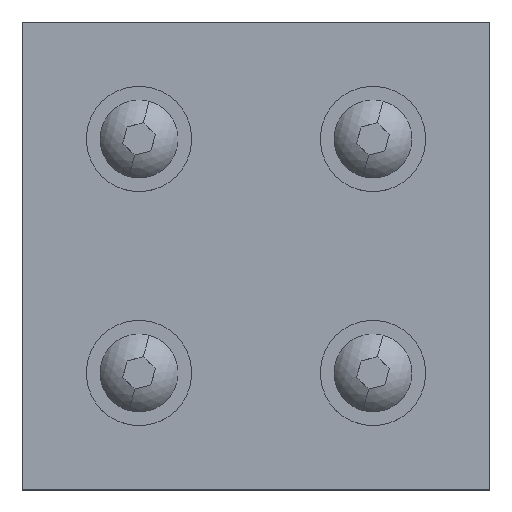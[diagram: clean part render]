
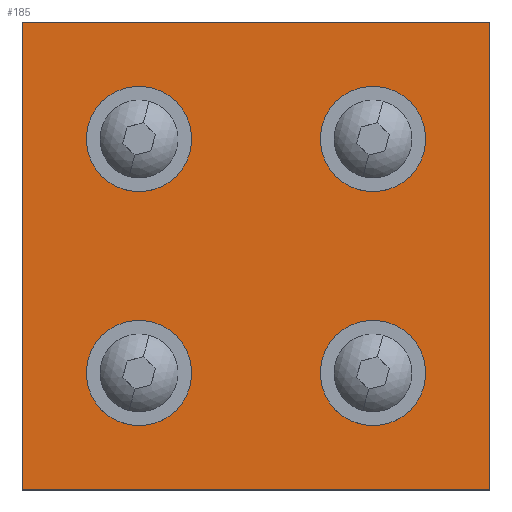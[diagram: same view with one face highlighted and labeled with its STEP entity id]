
A CAD part, top view. The second image highlights one B-rep face of the part: STEP entity #185.
In plain terms, the highlighted planar face has unit normal (0, 0, 1).
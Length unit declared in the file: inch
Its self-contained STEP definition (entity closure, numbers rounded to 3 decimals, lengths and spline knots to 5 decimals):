
#5 = VERTEX_POINT ( 'NONE', #348 ) ;
#6 = ORIENTED_EDGE ( 'NONE', *, *, #370, .F. ) ;
#19 = ORIENTED_EDGE ( 'NONE', *, *, #1527, .T. ) ;
#35 = ORIENTED_EDGE ( 'NONE', *, *, #172, .F. ) ;
#48 = EDGE_LOOP ( 'NONE', ( #6, #303 ) ) ;
#64 = ORIENTED_EDGE ( 'NONE', *, *, #138, .F. ) ;
#73 = EDGE_CURVE ( 'NONE', #695, #119, #978, .T. ) ;
#93 = EDGE_LOOP ( 'NONE', ( #2067, #64 ) ) ;
#119 = VERTEX_POINT ( 'NONE', #811 ) ;
#129 = VERTEX_POINT ( 'NONE', #905 ) ;
#138 = EDGE_CURVE ( 'NONE', #225, #129, #416, .T. ) ;
#151 = EDGE_CURVE ( 'NONE', #2079, #271, #502, .T. ) ;
#159 = ORIENTED_EDGE ( 'NONE', *, *, #151, .F. ) ;
#172 = EDGE_CURVE ( 'NONE', #271, #2079, #644, .T. ) ;
#185 = ADVANCED_FACE ( 'NONE', ( #724, #725, #726, #727, #729 ), #730, .T. ) ;
#218 = EDGE_CURVE ( 'NONE', #1663, #226, #919, .T. ) ;
#225 = VERTEX_POINT ( 'NONE', #966 ) ;
#226 = VERTEX_POINT ( 'NONE', #967 ) ;
#231 = VERTEX_POINT ( 'NONE', #982 ) ;
#245 = ORIENTED_EDGE ( 'NONE', *, *, #256, .T. ) ;
#256 = EDGE_CURVE ( 'NONE', #226, #695, #1074, .T. ) ;
#261 = EDGE_CURVE ( 'NONE', #5, #231, #1103, .T. ) ;
#271 = VERTEX_POINT ( 'NONE', #1159 ) ;
#288 = ORIENTED_EDGE ( 'NONE', *, *, #2075, .F. ) ;
#303 = ORIENTED_EDGE ( 'NONE', *, *, #2027, .F. ) ;
#348 = CARTESIAN_POINT ( 'NONE',  ( 2.086, 2.25, 0.25 ) ) ;
#370 = EDGE_CURVE ( 'NONE', #2017, #2070, #755, .T. ) ;
#385 = CIRCLE ( 'NONE', #386, 0.164 ) ;
#386 = AXIS2_PLACEMENT_3D ( 'NONE', #387, #389, #390 ) ;
#387 = CARTESIAN_POINT ( 'NONE',  ( 0.75, 2.25, 0.25 ) ) ;
#389 = DIRECTION ( 'NONE',  ( 0., 0., 1. ) ) ;
#390 = DIRECTION ( 'NONE',  ( 1., 0., 0. ) ) ;
#416 = CIRCLE ( 'NONE', #417, 0.164 ) ;
#417 = AXIS2_PLACEMENT_3D ( 'NONE', #418, #419, #420 ) ;
#418 = CARTESIAN_POINT ( 'NONE',  ( 0.75, 2.25, 0.25 ) ) ;
#419 = DIRECTION ( 'NONE',  ( 0., 0., 1. ) ) ;
#420 = DIRECTION ( 'NONE',  ( 1., 0., 0. ) ) ;
#470 = CARTESIAN_POINT ( 'NONE',  ( 0.586, 0.75, 0.25 ) ) ;
#502 = CIRCLE ( 'NONE', #503, 0.164 ) ;
#503 = AXIS2_PLACEMENT_3D ( 'NONE', #504, #505, #506 ) ;
#504 = CARTESIAN_POINT ( 'NONE',  ( 2.25, 0.75, 0.25 ) ) ;
#505 = DIRECTION ( 'NONE',  ( 0., 0., 1. ) ) ;
#506 = DIRECTION ( 'NONE',  ( 1., 0., 0. ) ) ;
#508 = CIRCLE ( 'NONE', #509, 0.164 ) ;
#509 = AXIS2_PLACEMENT_3D ( 'NONE', #510, #511, #512 ) ;
#510 = CARTESIAN_POINT ( 'NONE',  ( 2.25, 2.25, 0.25 ) ) ;
#511 = DIRECTION ( 'NONE',  ( 0., 0., 1. ) ) ;
#512 = DIRECTION ( 'NONE',  ( 1., 0., 0. ) ) ;
#544 = EDGE_LOOP ( 'NONE', ( #245, #1116, #19, #2013 ) ) ;
#560 = CARTESIAN_POINT ( 'NONE',  ( 2.414, 0.75, 0.25 ) ) ;
#598 = EDGE_LOOP ( 'NONE', ( #288, #2049 ) ) ;
#644 = CIRCLE ( 'NONE', #645, 0.164 ) ;
#645 = AXIS2_PLACEMENT_3D ( 'NONE', #646, #647, #648 ) ;
#646 = CARTESIAN_POINT ( 'NONE',  ( 2.25, 0.75, 0.25 ) ) ;
#647 = DIRECTION ( 'NONE',  ( 0., 0., 1. ) ) ;
#648 = DIRECTION ( 'NONE',  ( 1., 0., 0. ) ) ;
#695 = VERTEX_POINT ( 'NONE', #940 ) ;
#724 = FACE_BOUND ( 'NONE', #93, .T. ) ;
#725 = FACE_BOUND ( 'NONE', #48, .T. ) ;
#726 = FACE_OUTER_BOUND ( 'NONE', #544, .T. ) ;
#727 = FACE_BOUND ( 'NONE', #1937, .T. ) ;
#729 = FACE_BOUND ( 'NONE', #598, .T. ) ;
#730 = PLANE ( 'NONE',  #731 ) ;
#731 = AXIS2_PLACEMENT_3D ( 'NONE', #732, #733, #734 ) ;
#732 = CARTESIAN_POINT ( 'NONE',  ( 0., 0., 0.25 ) ) ;
#733 = DIRECTION ( 'NONE',  ( 0., 0., 1. ) ) ;
#734 = DIRECTION ( 'NONE',  ( 1., 0., 0. ) ) ;
#755 = CIRCLE ( 'NONE', #756, 0.164 ) ;
#756 = AXIS2_PLACEMENT_3D ( 'NONE', #757, #758, #759 ) ;
#757 = CARTESIAN_POINT ( 'NONE',  ( 0.75, 0.75, 0.25 ) ) ;
#758 = DIRECTION ( 'NONE',  ( 0., 0., 1. ) ) ;
#759 = DIRECTION ( 'NONE',  ( 1., 0., 0. ) ) ;
#792 = LINE ( 'NONE', #793, #794 ) ;
#793 = CARTESIAN_POINT ( 'NONE',  ( 3., 3., 0.25 ) ) ;
#794 = VECTOR ( 'NONE', #795, 39.37008 ) ;
#795 = DIRECTION ( 'NONE',  ( 0., 1., 0. ) ) ;
#811 = CARTESIAN_POINT ( 'NONE',  ( 3., 0., 0.25 ) ) ;
#856 = CARTESIAN_POINT ( 'NONE',  ( 3., 3., 0.25 ) ) ;
#905 = CARTESIAN_POINT ( 'NONE',  ( 0.914, 2.25, 0.25 ) ) ;
#919 = LINE ( 'NONE', #920, #921 ) ;
#920 = CARTESIAN_POINT ( 'NONE',  ( 0., 3., 0.25 ) ) ;
#921 = VECTOR ( 'NONE', #922, 39.37008 ) ;
#922 = DIRECTION ( 'NONE',  ( -1., 0., 0. ) ) ;
#940 = CARTESIAN_POINT ( 'NONE',  ( 0., 0., 0.25 ) ) ;
#966 = CARTESIAN_POINT ( 'NONE',  ( 0.586, 2.25, 0.25 ) ) ;
#967 = CARTESIAN_POINT ( 'NONE',  ( 0., 3., 0.25 ) ) ;
#978 = LINE ( 'NONE', #979, #980 ) ;
#979 = CARTESIAN_POINT ( 'NONE',  ( 0., 0., 0.25 ) ) ;
#980 = VECTOR ( 'NONE', #981, 39.37008 ) ;
#981 = DIRECTION ( 'NONE',  ( 1., 0., 0. ) ) ;
#982 = CARTESIAN_POINT ( 'NONE',  ( 2.414, 2.25, 0.25 ) ) ;
#1074 = LINE ( 'NONE', #1075, #1076 ) ;
#1075 = CARTESIAN_POINT ( 'NONE',  ( 0., 3., 0.25 ) ) ;
#1076 = VECTOR ( 'NONE', #1077, 39.37008 ) ;
#1077 = DIRECTION ( 'NONE',  ( 0., -1., 0. ) ) ;
#1103 = CIRCLE ( 'NONE', #1104, 0.164 ) ;
#1104 = AXIS2_PLACEMENT_3D ( 'NONE', #1105, #1106, #1107 ) ;
#1105 = CARTESIAN_POINT ( 'NONE',  ( 2.25, 2.25, 0.25 ) ) ;
#1106 = DIRECTION ( 'NONE',  ( 0., 0., 1. ) ) ;
#1107 = DIRECTION ( 'NONE',  ( 1., 0., 0. ) ) ;
#1116 = ORIENTED_EDGE ( 'NONE', *, *, #73, .T. ) ;
#1159 = CARTESIAN_POINT ( 'NONE',  ( 2.086, 0.75, 0.25 ) ) ;
#1164 = CARTESIAN_POINT ( 'NONE',  ( 0.914, 0.75, 0.25 ) ) ;
#1223 = CIRCLE ( 'NONE', #1224, 0.164 ) ;
#1224 = AXIS2_PLACEMENT_3D ( 'NONE', #1225, #1226, #1227 ) ;
#1225 = CARTESIAN_POINT ( 'NONE',  ( 0.75, 0.75, 0.25 ) ) ;
#1226 = DIRECTION ( 'NONE',  ( 0., 0., 1. ) ) ;
#1227 = DIRECTION ( 'NONE',  ( 1., 0., 0. ) ) ;
#1527 = EDGE_CURVE ( 'NONE', #119, #1663, #792, .T. ) ;
#1663 = VERTEX_POINT ( 'NONE', #856 ) ;
#1937 = EDGE_LOOP ( 'NONE', ( #159, #35 ) ) ;
#2013 = ORIENTED_EDGE ( 'NONE', *, *, #218, .T. ) ;
#2017 = VERTEX_POINT ( 'NONE', #1164 ) ;
#2027 = EDGE_CURVE ( 'NONE', #2070, #2017, #1223, .T. ) ;
#2049 = ORIENTED_EDGE ( 'NONE', *, *, #261, .F. ) ;
#2061 = EDGE_CURVE ( 'NONE', #129, #225, #385, .T. ) ;
#2067 = ORIENTED_EDGE ( 'NONE', *, *, #2061, .F. ) ;
#2070 = VERTEX_POINT ( 'NONE', #470 ) ;
#2075 = EDGE_CURVE ( 'NONE', #231, #5, #508, .T. ) ;
#2079 = VERTEX_POINT ( 'NONE', #560 ) ;
